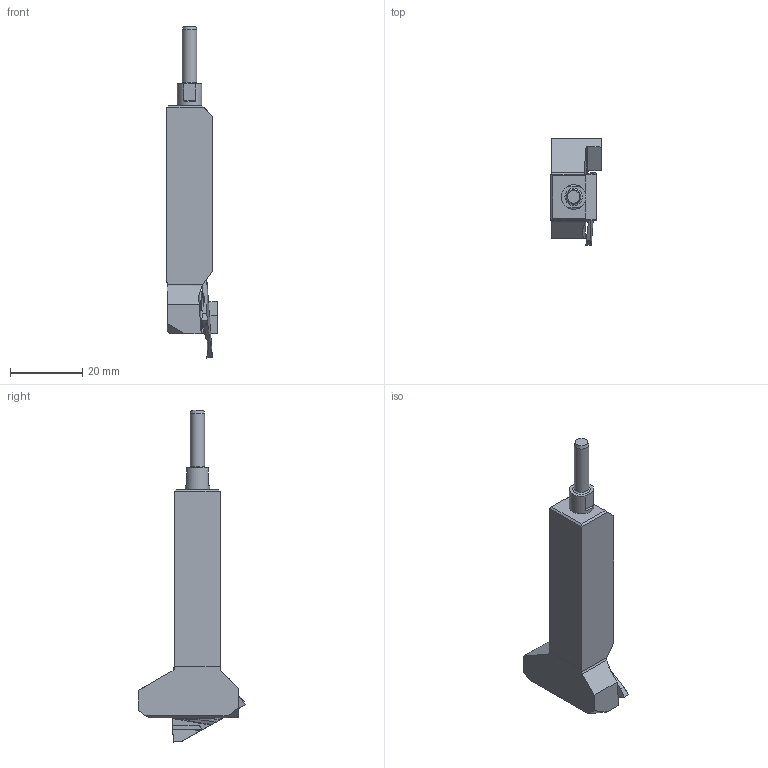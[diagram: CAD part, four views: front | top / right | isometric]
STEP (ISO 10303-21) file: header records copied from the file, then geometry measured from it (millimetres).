
FILE_DESCRIPTION(/* description */ (''),/* implementation_level */ '2;1');
FILE_NAME(/* name */ '1573211993234.stp',/* time_stamp */ '2019-11-08T16:50:06+05:00',/* author */ (''),/* organization */ ('SMS'),/* preprocessor_version */ 'ST-DEVELOPER v16.7',/* originating_system */ 'SIEMENS PLM Software NX 12.0',/* authorisation */ '');
FILE_SCHEMA (('AUTOMOTIVE_DESIGN { 1 0 10303 214 3 1 1 1 }'));
Length unit declared in the file: millimetre
Products named in the file (4): ASSEMBLY_CONSTRUCTION; 202512544mod000_00; 202575727mod000_00; 202575729mod000_00
Assembly tree (3 placements, depth 2):
  202575729mod000_00
    202575727mod000_00
    202512544mod000_00
    ASSEMBLY_CONSTRUCTION
Bounding box: 14 x 29.76 x 91.88 mm (x, y, z)
Volume: 11739.9 mm3; surface area: 4970.9 mm2
Topology: 2 solids, 2 shells, 144 faces, 372 edges, 242 vertices
Faces by surface type: plane 71, cylinder 37, bspline 19, torus 7, sphere 6, cone 4
Full cylindrical faces by diameter (mm): 4 x1, 6.8 x1
Entity records: 5017 total; most frequent: CARTESIAN_POINT 1469, ORIENTED_EDGE 732, DIRECTION 676, EDGE_CURVE 366, AXIS2_PLACEMENT_3D 238, VERTEX_POINT 231, LINE 200, VECTOR 200
